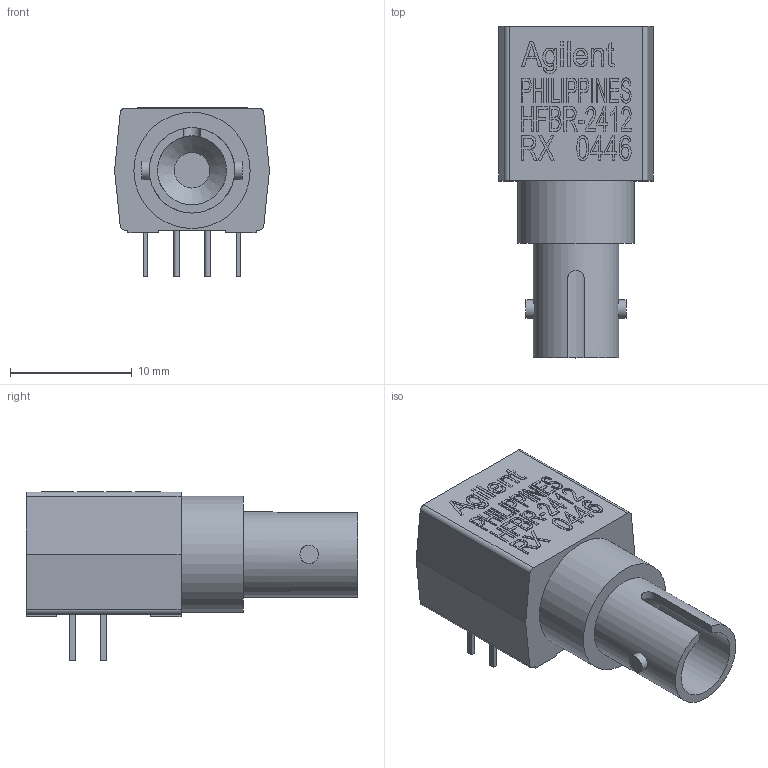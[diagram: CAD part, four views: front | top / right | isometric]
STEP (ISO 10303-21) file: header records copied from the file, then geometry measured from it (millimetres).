
FILE_DESCRIPTION(/* description */ ('STEP AP242','CAx-IF Rec.Pracs.---Representation and Presentation of Product Manufacturing Information (PMI)---4.0---2014-10-13','CAx-IF Rec.Pracs.---3D Tessellated Geometry---0.4---2014-09-14','2;1'),/* implementation_level */ '2;1');
FILE_NAME(/* name */ '63f4942343758f5d6254950a',/* time_stamp */ '2023-02-21T09:51:33+00:00',/* author */ (''),/* organization */ (''),/* preprocessor_version */ 'ST-DEVELOPER v18.102',/* originating_system */ ' ',/* authorisation */ ' ');
FILE_SCHEMA (('AP242_MANAGED_MODEL_BASED_3D_ENGINEERING_MIM_LF { 1 0 10303 442 1 1 4 }'));
Length unit declared in the file: metre
Products named in the file (43): HFBR-X41X Part1; HFBR-X41X Part2; HFBR-X41X Part2_1; HFBR-X41X Part2_2; HFBR-X41X Part2_3; HFBR-X41X Part3; HFBR-X41X Part3_1; HFBR-X41X Part3_2; HFBR-X41X Part3_3; HFBR-X41X Part4
Bounding box: 12.7 x 27.2 x 13.85 mm (x, y, z)
Volume: 2041.7 mm3; surface area: 1475.4 mm2
Topology: 43 solids, 44 shells, 468 faces, 1112 edges, 743 vertices
Faces by surface type: plane 370, bspline 67, cylinder 29, cone 2
Full cylindrical faces by diameter (mm): 0.46 x8, 1.5 x2, 2.5 x1, 5.65 x1, 7 x1, 9.525 x1
Entity records: 15748 total; most frequent: CARTESIAN_POINT 4648, ORIENTED_EDGE 2172, DIRECTION 1879, EDGE_CURVE 1086, LINE 881, VECTOR 881, VERTEX_POINT 734, FACE_BOUND 526
